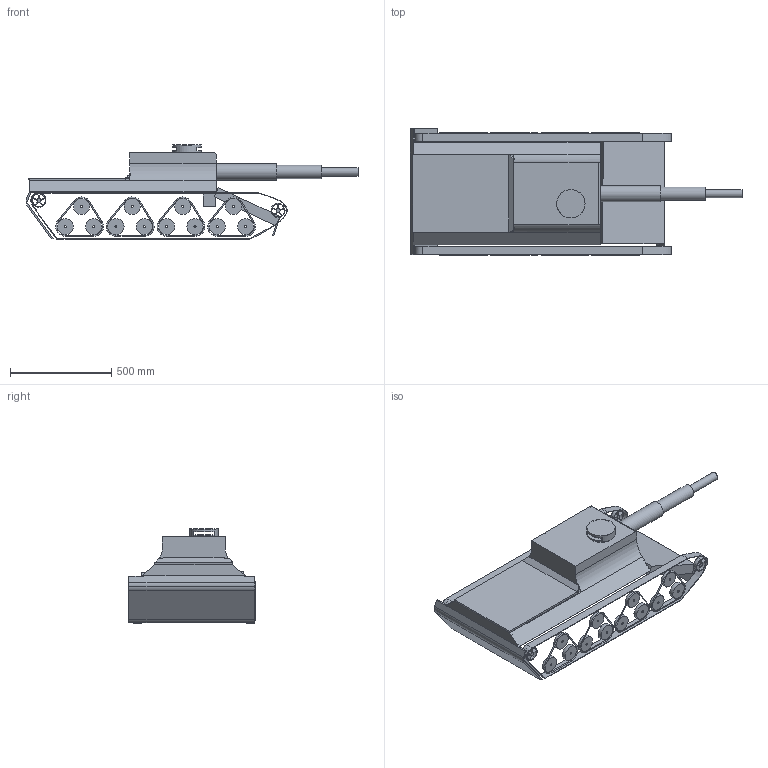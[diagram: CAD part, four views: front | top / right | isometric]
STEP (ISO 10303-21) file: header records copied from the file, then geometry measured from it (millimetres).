
FILE_DESCRIPTION(/* description */ (''),/* implementation_level */ '2;1');
FILE_NAME(/* name */ 'TP1 v1.step',/* time_stamp */ '2025-07-29T23:55:43+01:00',/* author */ (''),/* organization */ (''),/* preprocessor_version */ 'ST-DEVELOPER v20.1',/* originating_system */ 'Autodesk Translation Framework v14.10.0.0',/* authorisation */ '');
FILE_SCHEMA (('AUTOMOTIVE_DESIGN { 1 0 10303 214 3 1 1 }'));
Length unit declared in the file: centimetre
Products named in the file (1): TP1
Bounding box: 1638.57 x 622.75 x 467.11 mm (x, y, z)
Volume: 19987864.6 mm3; surface area: 3742805.2 mm2
Topology: 68 solids, 69 shells, 484 faces, 1091 edges, 723 vertices
Faces by surface type: plane 301, cylinder 149, torus 24, bspline 10
Full cylindrical faces by diameter (mm): 5.5 x24, 10 x24, 35.137 x1, 37.023 x1, 40 x1, 65.452 x1, 69.246 x4, 80 x25, 136 x1, 140 x1
Entity records: 14471 total; most frequent: CARTESIAN_POINT 3135, DIRECTION 2408, ORIENTED_EDGE 2182, EDGE_CURVE 1091, AXIS2_PLACEMENT_3D 867, VERTEX_POINT 723, LINE 674, VECTOR 674
